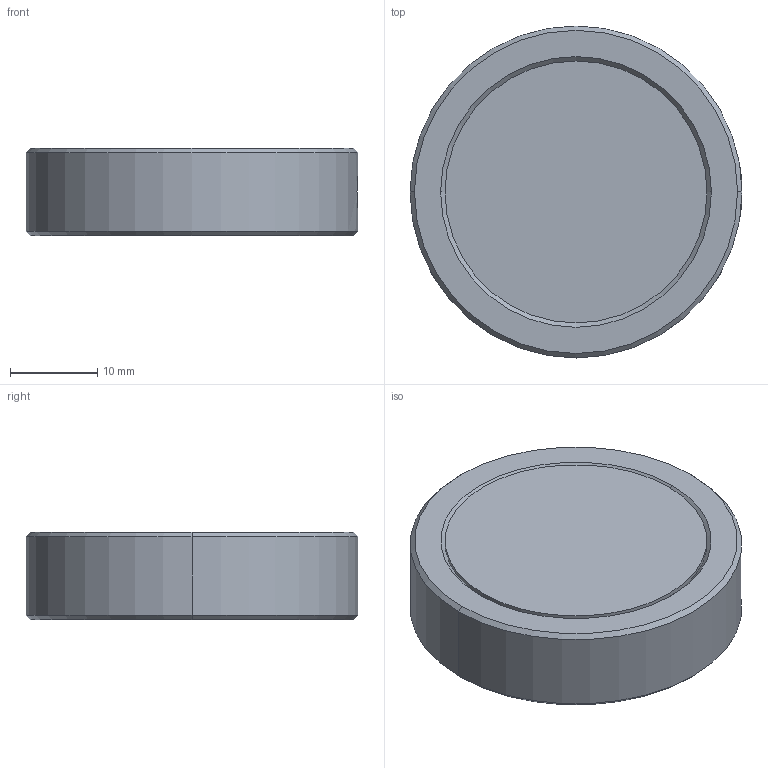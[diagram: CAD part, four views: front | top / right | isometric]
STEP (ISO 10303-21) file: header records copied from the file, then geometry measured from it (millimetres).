
FILE_DESCRIPTION((''),'2;1');
FILE_NAME('BAGUE_M30','2021-10-06T17:40:42',('laure'),(''),'CREO PARAMETRIC BY PTC INC, 2020281','CREO PARAMETRIC BY PTC INC, 2020281','');
FILE_SCHEMA(('CONFIG_CONTROL_DESIGN'));
Length unit declared in the file: millimetre
Products named in the file (1): BAGUE_M30
Bounding box: 38 x 38 x 10 mm (x, y, z)
Volume: 4183.3 mm3; surface area: 4586.8 mm2
Topology: 1 solids, 3 shells, 25 faces, 64 edges, 40 vertices
Faces by surface type: cylinder 10, cone 8, bspline 4, plane 3
Entity records: 1047 total; most frequent: CARTESIAN_POINT 430, ORIENTED_EDGE 118, DIRECTION 108, EDGE_CURVE 64, AXIS2_PLACEMENT_3D 42, VERTEX_POINT 40, EDGE_LOOP 27, FACE_OUTER_BOUND 25
